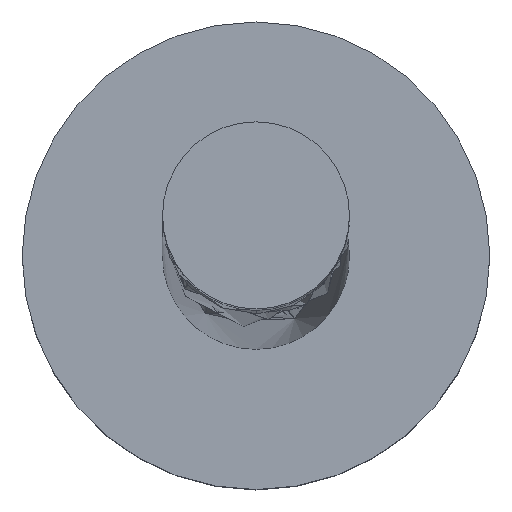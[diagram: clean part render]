
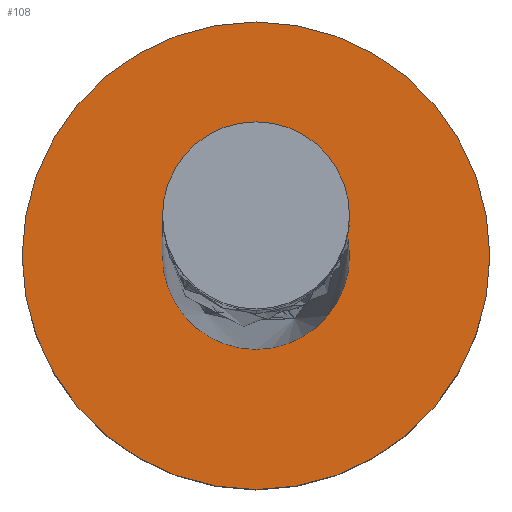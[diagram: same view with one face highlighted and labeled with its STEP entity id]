
A CAD part, top view. The second image highlights one B-rep face of the part: STEP entity #108.
In plain terms, the highlighted planar face has unit normal (0, 0, 1).
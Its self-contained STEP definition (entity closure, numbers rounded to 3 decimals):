
#11 = DIRECTION ( 'NONE',  ( 0., 0., 1. ) ) ;
#55 = DIRECTION ( 'NONE',  ( 1., 0., 0. ) ) ;
#65 = AXIS2_PLACEMENT_3D ( 'NONE', #1019, #11, #909 ) ;
#108 = ADVANCED_FACE ( 'NONE', ( #690, #232 ), #355, .T. ) ;
#130 = AXIS2_PLACEMENT_3D ( 'NONE', #319, #962, #977 ) ;
#142 = EDGE_CURVE ( 'NONE', #1373, #575, #886, .T. ) ;
#168 = DIRECTION ( 'NONE',  ( 0., 0., 1. ) ) ;
#188 = AXIS2_PLACEMENT_3D ( 'NONE', #1052, #168, #55 ) ;
#191 = CARTESIAN_POINT ( 'NONE',  ( 0.5, 0., 1.2 ) ) ;
#229 = AXIS2_PLACEMENT_3D ( 'NONE', #351, #1140, #1029 ) ;
#232 = FACE_OUTER_BOUND ( 'NONE', #280, .T. ) ;
#257 = AXIS2_PLACEMENT_3D ( 'NONE', #1360, #1143, #802 ) ;
#280 = EDGE_LOOP ( 'NONE', ( #941, #781 ) ) ;
#319 = CARTESIAN_POINT ( 'NONE',  ( 0., 0., 1.2 ) ) ;
#351 = CARTESIAN_POINT ( 'NONE',  ( 0., 0., 1.2 ) ) ;
#355 = PLANE ( 'NONE',  #65 ) ;
#411 = CARTESIAN_POINT ( 'NONE',  ( -1.25, 0., 1.2 ) ) ;
#466 = CARTESIAN_POINT ( 'NONE',  ( 1.25, 0., 1.2 ) ) ;
#575 = VERTEX_POINT ( 'NONE', #1354 ) ;
#580 = EDGE_CURVE ( 'NONE', #1256, #1338, #861, .T. ) ;
#690 = FACE_BOUND ( 'NONE', #743, .T. ) ;
#743 = EDGE_LOOP ( 'NONE', ( #1276, #1180 ) ) ;
#781 = ORIENTED_EDGE ( 'NONE', *, *, #1040, .T. ) ;
#790 = CIRCLE ( 'NONE', #130, 1.25 ) ;
#802 = DIRECTION ( 'NONE',  ( 1., 0., 0. ) ) ;
#861 = CIRCLE ( 'NONE', #229, 1.25 ) ;
#882 = EDGE_CURVE ( 'NONE', #575, #1373, #1157, .T. ) ;
#886 = CIRCLE ( 'NONE', #257, 0.5 ) ;
#909 = DIRECTION ( 'NONE',  ( 1., 0., 0. ) ) ;
#941 = ORIENTED_EDGE ( 'NONE', *, *, #580, .T. ) ;
#962 = DIRECTION ( 'NONE',  ( 0., 0., 1. ) ) ;
#977 = DIRECTION ( 'NONE',  ( 1., 0., 0. ) ) ;
#1019 = CARTESIAN_POINT ( 'NONE',  ( 0., 0., 1.2 ) ) ;
#1029 = DIRECTION ( 'NONE',  ( 1., 0., 0. ) ) ;
#1040 = EDGE_CURVE ( 'NONE', #1338, #1256, #790, .T. ) ;
#1052 = CARTESIAN_POINT ( 'NONE',  ( 0., 0., 1.2 ) ) ;
#1140 = DIRECTION ( 'NONE',  ( 0., 0., 1. ) ) ;
#1143 = DIRECTION ( 'NONE',  ( 0., 0., 1. ) ) ;
#1157 = CIRCLE ( 'NONE', #188, 0.5 ) ;
#1180 = ORIENTED_EDGE ( 'NONE', *, *, #142, .F. ) ;
#1256 = VERTEX_POINT ( 'NONE', #411 ) ;
#1276 = ORIENTED_EDGE ( 'NONE', *, *, #882, .F. ) ;
#1338 = VERTEX_POINT ( 'NONE', #466 ) ;
#1354 = CARTESIAN_POINT ( 'NONE',  ( -0.5, 0., 1.2 ) ) ;
#1360 = CARTESIAN_POINT ( 'NONE',  ( 0., 0., 1.2 ) ) ;
#1373 = VERTEX_POINT ( 'NONE', #191 ) ;
